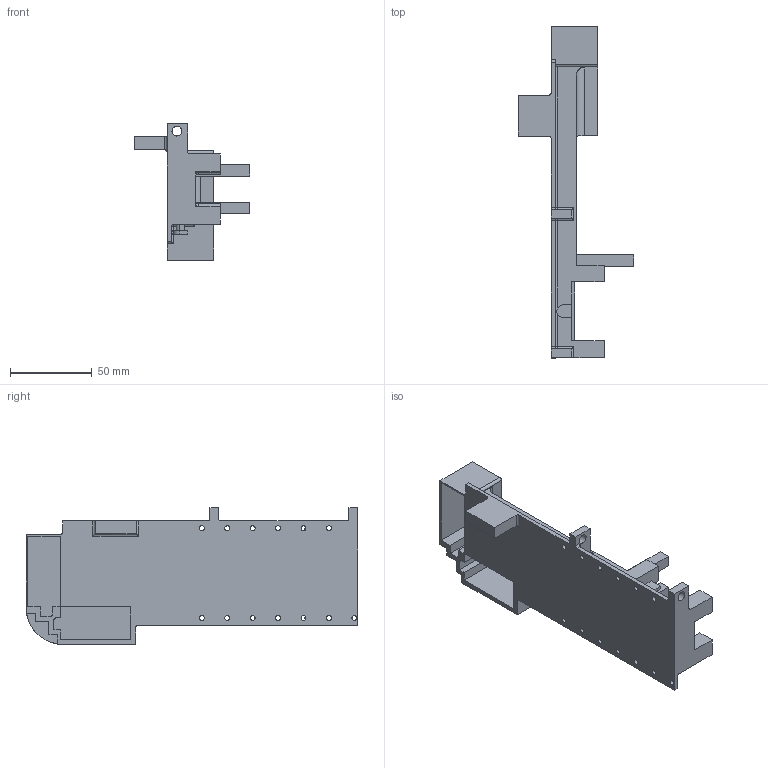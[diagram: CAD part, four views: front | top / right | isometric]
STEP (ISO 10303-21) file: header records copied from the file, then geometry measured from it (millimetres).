
FILE_DESCRIPTION(/* description */ (''),/* implementation_level */ '2;1');
FILE_NAME(/* name */ 'Micropippete mount v12.step',/* time_stamp */ '2021-10-07T21:26:57+01:00',/* author */ (''),/* organization */ (''),/* preprocessor_version */ 'ST-DEVELOPER v18.1',/* originating_system */ 'Autodesk Translation Framework v10.10.0.1391',/* authorisation */ '');
FILE_SCHEMA (('AUTOMOTIVE_DESIGN { 1 0 10303 214 3 1 1 }'));
Length unit declared in the file: millimetre
Products named in the file (2): Micropippete mount; Component1
Assembly tree (1 placements, depth 2):
  Micropippete mount
    Component1
Bounding box: 70.5 x 203 x 83.5 mm (x, y, z)
Volume: 153850 mm3; surface area: 62333.7 mm2
Topology: 1 solids, 10 shells, 210 faces, 520 edges, 335 vertices
Faces by surface type: plane 135, cylinder 69, sphere 6
Full cylindrical faces by diameter (mm): 3 x13, 4 x9, 6 x2
Entity records: 6469 total; most frequent: CARTESIAN_POINT 1297, DIRECTION 1058, ORIENTED_EDGE 1040, EDGE_CURVE 520, LINE 382, VECTOR 382, AXIS2_PLACEMENT_3D 338, VERTEX_POINT 335
